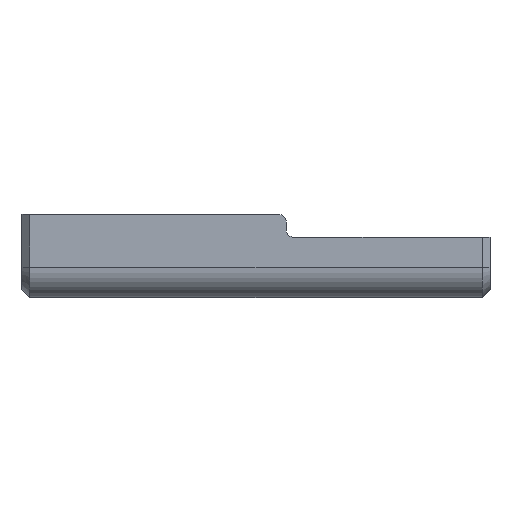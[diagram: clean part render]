
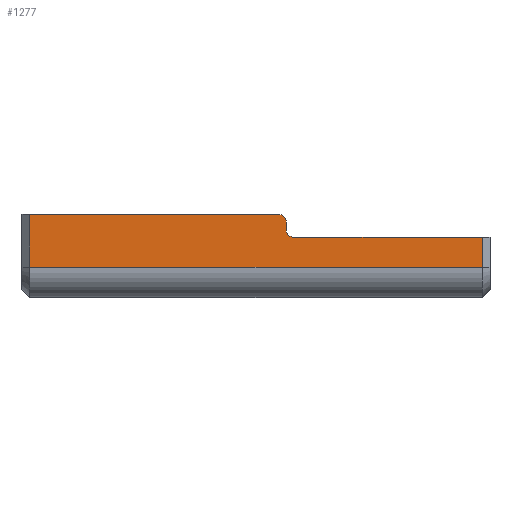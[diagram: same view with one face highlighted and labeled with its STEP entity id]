
A CAD part, front view. The second image highlights one B-rep face of the part: STEP entity #1277.
In plain terms, the highlighted planar face has unit normal (0, -1, 0).
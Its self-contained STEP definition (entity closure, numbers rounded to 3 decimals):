
#40=CIRCLE('',#1339,0.5);
#42=CIRCLE('',#1344,0.5);
#97=PLANE('',#1381);
#161=FACE_OUTER_BOUND('',#237,.T.);
#237=EDGE_LOOP('',(#1153,#1154,#1155,#1156,#1157,#1158,#1159,#1160));
#329=LINE('',#2137,#451);
#334=LINE('',#2148,#456);
#351=LINE('',#2237,#473);
#353=LINE('',#2241,#475);
#359=LINE('',#2261,#481);
#360=LINE('',#2263,#482);
#451=VECTOR('',#1539,10.);
#456=VECTOR('',#1550,10.);
#473=VECTOR('',#1621,10.);
#475=VECTOR('',#1627,10.);
#481=VECTOR('',#1645,2.);
#482=VECTOR('',#1648,10.);
#609=VERTEX_POINT('',#2120);
#610=VERTEX_POINT('',#2122);
#615=VERTEX_POINT('',#2136);
#616=VERTEX_POINT('',#2140);
#618=VERTEX_POINT('',#2146);
#636=VERTEX_POINT('',#2214);
#638=VERTEX_POINT('',#2229);
#639=VERTEX_POINT('',#2235);
#763=EDGE_CURVE('',#609,#610,#40,.T.);
#770=EDGE_CURVE('',#615,#610,#329,.T.);
#772=EDGE_CURVE('',#615,#616,#42,.T.);
#776=EDGE_CURVE('',#618,#609,#334,.T.);
#810=EDGE_CURVE('',#639,#638,#351,.T.);
#812=EDGE_CURVE('',#636,#618,#353,.T.);
#822=EDGE_CURVE('',#638,#636,#359,.T.);
#823=EDGE_CURVE('',#616,#639,#360,.T.);
#1153=ORIENTED_EDGE('',*,*,#763,.F.);
#1154=ORIENTED_EDGE('',*,*,#776,.F.);
#1155=ORIENTED_EDGE('',*,*,#812,.F.);
#1156=ORIENTED_EDGE('',*,*,#822,.F.);
#1157=ORIENTED_EDGE('',*,*,#810,.F.);
#1158=ORIENTED_EDGE('',*,*,#823,.F.);
#1159=ORIENTED_EDGE('',*,*,#772,.F.);
#1160=ORIENTED_EDGE('',*,*,#770,.T.);
#1277=ADVANCED_FACE('',(#161),#97,.F.);
#1339=AXIS2_PLACEMENT_3D('',#2123,#1526,#1527);
#1344=AXIS2_PLACEMENT_3D('',#2141,#1543,#1544);
#1381=AXIS2_PLACEMENT_3D('',#2262,#1646,#1647);
#1526=DIRECTION('center_axis',(0.,1.,0.));
#1527=DIRECTION('ref_axis',(0.707,0.,0.707));
#1539=DIRECTION('',(0.,0.,1.));
#1543=DIRECTION('center_axis',(0.,-1.,0.));
#1544=DIRECTION('ref_axis',(-0.707,0.,-0.707));
#1550=DIRECTION('',(1.,0.,0.));
#1621=DIRECTION('',(0.,0.,-1.));
#1627=DIRECTION('',(0.,0.,1.));
#1645=DIRECTION('',(-1.,0.,0.));
#1646=DIRECTION('center_axis',(0.,1.,0.));
#1647=DIRECTION('ref_axis',(0.,0.,-1.));
#1648=DIRECTION('',(1.,0.,0.));
#2120=CARTESIAN_POINT('',(1.5,-19.467,5.5));
#2122=CARTESIAN_POINT('',(2.,-19.467,5.));
#2123=CARTESIAN_POINT('Origin',(1.5,-19.467,5.));
#2136=CARTESIAN_POINT('',(2.,-19.467,4.5));
#2137=CARTESIAN_POINT('',(2.,-19.467,4.));
#2140=CARTESIAN_POINT('',(2.5,-19.467,4.));
#2141=CARTESIAN_POINT('Origin',(2.5,-19.467,4.5));
#2146=CARTESIAN_POINT('',(-15.,-19.467,5.5));
#2148=CARTESIAN_POINT('',(-15.,-19.467,5.5));
#2214=CARTESIAN_POINT('',(-15.,-19.467,2.));
#2229=CARTESIAN_POINT('',(15.,-19.467,2.));
#2235=CARTESIAN_POINT('',(15.,-19.467,4.));
#2237=CARTESIAN_POINT('',(15.,-19.467,2.));
#2241=CARTESIAN_POINT('',(-15.,-19.467,2.));
#2261=CARTESIAN_POINT('',(-15.5,-19.467,2.));
#2262=CARTESIAN_POINT('Origin',(15.5,-19.467,4.));
#2263=CARTESIAN_POINT('',(15.5,-19.467,4.));
